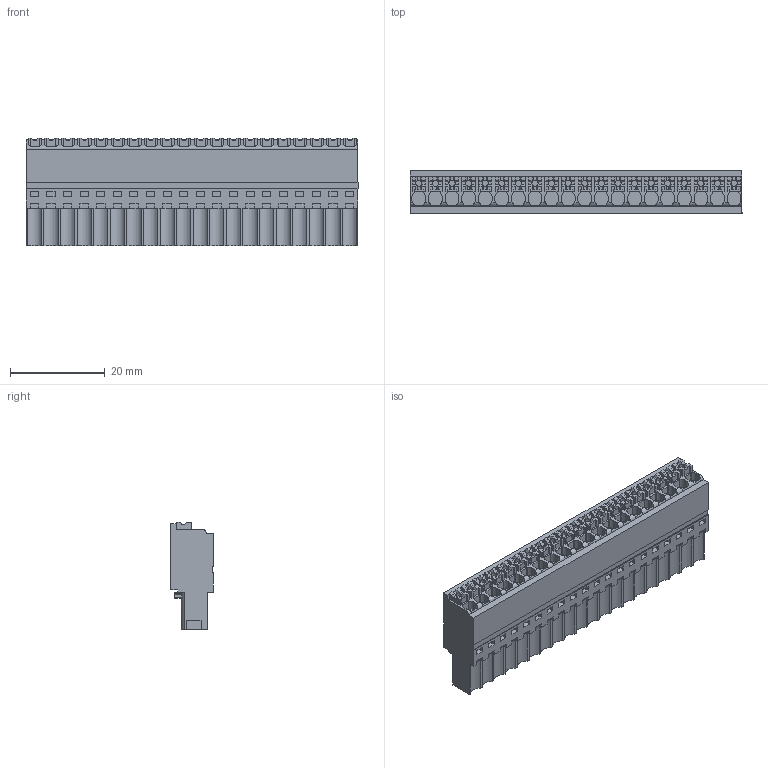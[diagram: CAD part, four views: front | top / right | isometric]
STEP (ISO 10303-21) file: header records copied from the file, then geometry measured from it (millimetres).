
FILE_DESCRIPTION(('CATIA V5R24 STEP','CAx-IF Rec.Pracs.--- Model Styling and Organization---1.2---2011-12-15'),'2;1');
FILE_NAME ('D1462523_0', '2018-01-11T13:40:21+00:00', ('Weidmueller Interface'), ('Weidmueller'), 'CATIA Version 5-6 Release 2014 SP4 HF52', 'CATIA V5 STEP AP214', 'none');
FILE_SCHEMA(('AUTOMOTIVE_DESIGN { 1 0 10303 214 1 1 1 1 }'));
Products named in the file (1): 2459230000
Bounding box: 70.04 x 9 x 22.7 mm (x, y, z)
Volume: 10242.6 mm3; surface area: 8144.5 mm2
Topology: 21 solids, 21 shells, 1860 faces, 5467 edges, 3689 vertices
Faces by surface type: plane 1699, cylinder 161
Entity records: 58756 total; most frequent: CARTESIAN_POINT 12201, ORIENTED_EDGE 10934, DIRECTION 7278, EDGE_CURVE 5467, VECTOR 4585, LINE 4585, VERTEX_POINT 3689, EDGE_LOOP 1940
